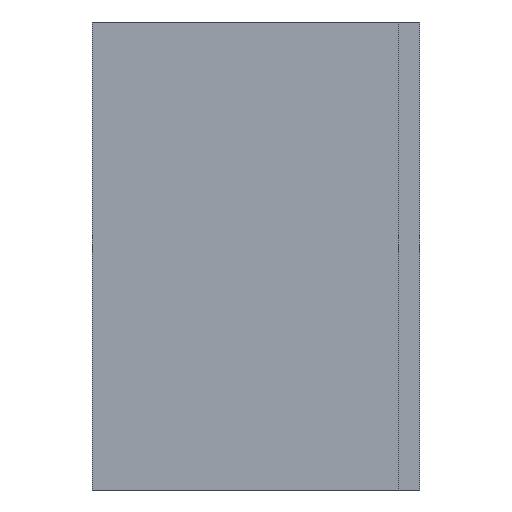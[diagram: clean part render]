
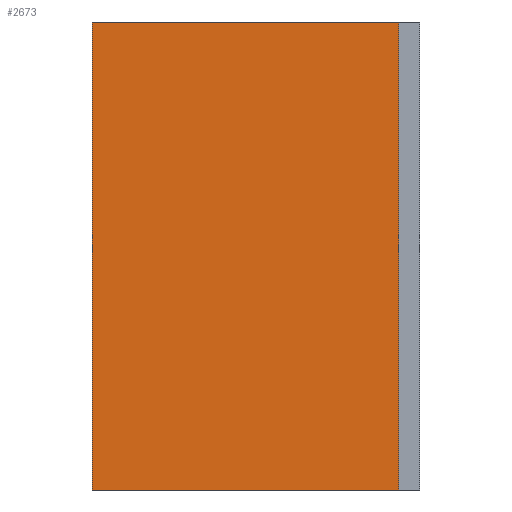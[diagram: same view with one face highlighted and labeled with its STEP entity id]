
A CAD part, left-side view. The second image highlights one B-rep face of the part: STEP entity #2673.
In plain terms, the highlighted planar face has unit normal (-1, 0, 0).
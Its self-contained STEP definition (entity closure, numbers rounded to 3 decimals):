
#11 = CARTESIAN_POINT ( 'NONE',  ( -55., 4.5, 0. ) ) ;
#44 = FACE_OUTER_BOUND ( 'NONE', #1085, .T. ) ;
#169 = PLANE ( 'NONE',  #2323 ) ;
#170 = VERTEX_POINT ( 'NONE', #2430 ) ;
#523 = LINE ( 'NONE', #3451, #2014 ) ;
#524 = DIRECTION ( 'NONE',  ( -1., 0., 0. ) ) ;
#560 = EDGE_CURVE ( 'NONE', #4293, #3038, #3555, .T. ) ;
#569 = LINE ( 'NONE', #1325, #1385 ) ;
#1085 = EDGE_LOOP ( 'NONE', ( #4499, #1183, #3911, #1270 ) ) ;
#1090 = EDGE_CURVE ( 'NONE', #3038, #2677, #523, .T. ) ;
#1183 = ORIENTED_EDGE ( 'NONE', *, *, #560, .F. ) ;
#1270 = ORIENTED_EDGE ( 'NONE', *, *, #2507, .T. ) ;
#1325 = CARTESIAN_POINT ( 'NONE',  ( -55., 5., 100. ) ) ;
#1385 = VECTOR ( 'NONE', #4561, 1000. ) ;
#1552 = DIRECTION ( 'NONE',  ( 0., 0., 1. ) ) ;
#1707 = EDGE_CURVE ( 'NONE', #4293, #170, #569, .T. ) ;
#2014 = VECTOR ( 'NONE', #4177, 1000. ) ;
#2323 = AXIS2_PLACEMENT_3D ( 'NONE', #2667, #524, #1552 ) ;
#2341 = VECTOR ( 'NONE', #3644, 1000. ) ;
#2430 = CARTESIAN_POINT ( 'NONE',  ( -55., 70., 100. ) ) ;
#2507 = EDGE_CURVE ( 'NONE', #170, #2677, #4155, .T. ) ;
#2532 = CARTESIAN_POINT ( 'NONE',  ( -55., 70., 100. ) ) ;
#2588 = VECTOR ( 'NONE', #4565, 1000. ) ;
#2667 = CARTESIAN_POINT ( 'NONE',  ( -55., 5., 100. ) ) ;
#2673 = ADVANCED_FACE ( 'NONE', ( #44 ), #169, .T. ) ;
#2677 = VERTEX_POINT ( 'NONE', #3045 ) ;
#3038 = VERTEX_POINT ( 'NONE', #11 ) ;
#3045 = CARTESIAN_POINT ( 'NONE',  ( -55., 70., 0. ) ) ;
#3451 = CARTESIAN_POINT ( 'NONE',  ( -55., 54.3, 0. ) ) ;
#3555 = LINE ( 'NONE', #3894, #2588 ) ;
#3644 = DIRECTION ( 'NONE',  ( 0., 0., -1. ) ) ;
#3894 = CARTESIAN_POINT ( 'NONE',  ( -55., 4.5, 100. ) ) ;
#3911 = ORIENTED_EDGE ( 'NONE', *, *, #1707, .T. ) ;
#4088 = CARTESIAN_POINT ( 'NONE',  ( -55., 4.5, 100. ) ) ;
#4155 = LINE ( 'NONE', #2532, #2341 ) ;
#4177 = DIRECTION ( 'NONE',  ( 0., 1., 0. ) ) ;
#4293 = VERTEX_POINT ( 'NONE', #4088 ) ;
#4499 = ORIENTED_EDGE ( 'NONE', *, *, #1090, .F. ) ;
#4561 = DIRECTION ( 'NONE',  ( 0., 1., 0. ) ) ;
#4565 = DIRECTION ( 'NONE',  ( 0., 0., -1. ) ) ;
